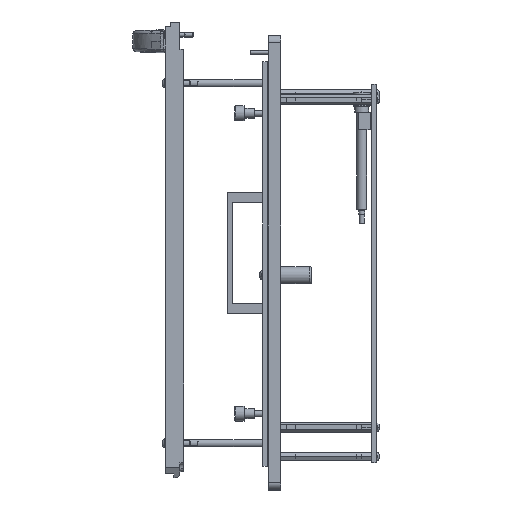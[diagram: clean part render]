
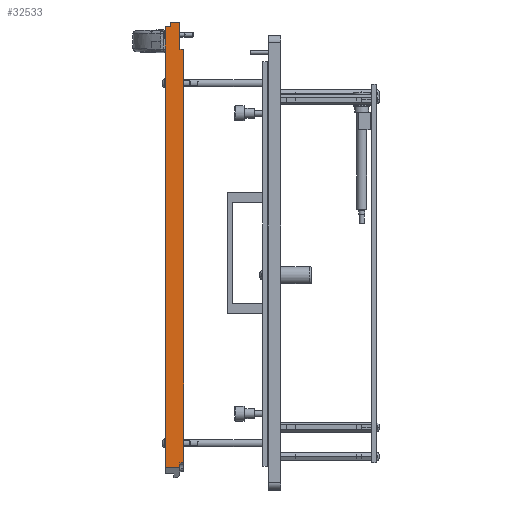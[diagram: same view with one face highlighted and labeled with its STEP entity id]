
A CAD part, left-side view. The second image highlights one B-rep face of the part: STEP entity #32533.
In plain terms, the highlighted face is planar.
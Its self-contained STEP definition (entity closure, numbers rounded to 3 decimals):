
#160 = LINE ( 'NONE', #39070, #15316 ) ;
#234 = EDGE_CURVE ( 'NONE', #43663, #20208, #33112, .T. ) ;
#715 = LINE ( 'NONE', #27963, #39840 ) ;
#944 = VECTOR ( 'NONE', #3797, 1000. ) ;
#1892 = DIRECTION ( 'NONE',  ( 0., 0., 1. ) ) ;
#2554 = CARTESIAN_POINT ( 'NONE',  ( 303., -4.3, 171.55 ) ) ;
#2724 = CARTESIAN_POINT ( 'NONE',  ( 303., 7.5, 175.55 ) ) ;
#3438 = CARTESIAN_POINT ( 'NONE',  ( 303., -4.3, -183.55 ) ) ;
#3612 = ORIENTED_EDGE ( 'NONE', *, *, #234, .T. ) ;
#3619 = ORIENTED_EDGE ( 'NONE', *, *, #33909, .T. ) ;
#3641 = VECTOR ( 'NONE', #29742, 1000. ) ;
#3797 = DIRECTION ( 'NONE',  ( 0., -1., 0. ) ) ;
#4236 = AXIS2_PLACEMENT_3D ( 'NONE', #14578, #17522, #41844 ) ;
#4479 = PLANE ( 'NONE',  #4236 ) ;
#5503 = ORIENTED_EDGE ( 'NONE', *, *, #10196, .F. ) ;
#6039 = LINE ( 'NONE', #9391, #15909 ) ;
#8848 = CARTESIAN_POINT ( 'NONE',  ( 303., 7.5, 175.55 ) ) ;
#9391 = CARTESIAN_POINT ( 'NONE',  ( 303., -7.5, -183.55 ) ) ;
#9607 = ORIENTED_EDGE ( 'NONE', *, *, #42490, .T. ) ;
#9759 = EDGE_CURVE ( 'NONE', #23368, #27417, #18159, .T. ) ;
#10196 = EDGE_CURVE ( 'NONE', #43714, #23368, #43469, .T. ) ;
#12086 = EDGE_CURVE ( 'NONE', #39443, #33065, #41326, .T. ) ;
#13235 = VECTOR ( 'NONE', #33834, 1000. ) ;
#14088 = DIRECTION ( 'NONE',  ( 0., 0., -1. ) ) ;
#14110 = DIRECTION ( 'NONE',  ( 0., -1., 0. ) ) ;
#14436 = CARTESIAN_POINT ( 'NONE',  ( 303., 7.5, -179.55 ) ) ;
#14578 = CARTESIAN_POINT ( 'NONE',  ( 303., 7.5, 183.55 ) ) ;
#15316 = VECTOR ( 'NONE', #14110, 1000. ) ;
#15465 = VECTOR ( 'NONE', #30743, 1000. ) ;
#15909 = VECTOR ( 'NONE', #33509, 1000. ) ;
#16358 = CARTESIAN_POINT ( 'NONE',  ( 303., -7.4, 171.55 ) ) ;
#16448 = CARTESIAN_POINT ( 'NONE',  ( 303., 3.2, -179.55 ) ) ;
#16461 = ORIENTED_EDGE ( 'NONE', *, *, #35170, .F. ) ;
#17522 = DIRECTION ( 'NONE',  ( -1., 0., 0. ) ) ;
#17619 = LINE ( 'NONE', #37238, #13235 ) ;
#17973 = FACE_OUTER_BOUND ( 'NONE', #25435, .T. ) ;
#18159 = LINE ( 'NONE', #38210, #33945 ) ;
#18479 = ORIENTED_EDGE ( 'NONE', *, *, #34768, .F. ) ;
#19025 = CARTESIAN_POINT ( 'NONE',  ( 303., -7.5, -161.55 ) ) ;
#19083 = CARTESIAN_POINT ( 'NONE',  ( 303., -4.3, -161.55 ) ) ;
#19245 = ORIENTED_EDGE ( 'NONE', *, *, #12086, .F. ) ;
#20208 = VERTEX_POINT ( 'NONE', #23989 ) ;
#20980 = DIRECTION ( 'NONE',  ( 0., 0., -1. ) ) ;
#21645 = EDGE_CURVE ( 'NONE', #41820, #32861, #17619, .T. ) ;
#23063 = ORIENTED_EDGE ( 'NONE', *, *, #21645, .F. ) ;
#23078 = EDGE_CURVE ( 'NONE', #41820, #27417, #6039, .T. ) ;
#23291 = VERTEX_POINT ( 'NONE', #2724 ) ;
#23368 = VERTEX_POINT ( 'NONE', #16448 ) ;
#23989 = CARTESIAN_POINT ( 'NONE',  ( 303., -7.5, 101.55 ) ) ;
#24347 = EDGE_CURVE ( 'NONE', #43714, #23291, #33892, .T. ) ;
#24626 = VECTOR ( 'NONE', #43688, 1000. ) ;
#24881 = LINE ( 'NONE', #8848, #36113 ) ;
#25435 = EDGE_LOOP ( 'NONE', ( #18479, #3612, #42555, #16461, #23063, #32337, #27251, #5503, #41358, #3619, #19245, #9607 ) ) ;
#27251 = ORIENTED_EDGE ( 'NONE', *, *, #9759, .F. ) ;
#27417 = VERTEX_POINT ( 'NONE', #30934 ) ;
#27963 = CARTESIAN_POINT ( 'NONE',  ( 303., -7.5, 183.55 ) ) ;
#28703 = LINE ( 'NONE', #36154, #34728 ) ;
#29742 = DIRECTION ( 'NONE',  ( 0., -1., 0. ) ) ;
#29961 = CARTESIAN_POINT ( 'NONE',  ( 303., 7.5, -179.55 ) ) ;
#30743 = DIRECTION ( 'NONE',  ( 0., 0., 1. ) ) ;
#30934 = CARTESIAN_POINT ( 'NONE',  ( 303., 3.2, -183.55 ) ) ;
#30944 = DIRECTION ( 'NONE',  ( 0., 0., 1. ) ) ;
#31507 = VERTEX_POINT ( 'NONE', #19025 ) ;
#32337 = ORIENTED_EDGE ( 'NONE', *, *, #23078, .T. ) ;
#32533 = ADVANCED_FACE ( 'NONE', ( #17973 ), #4479, .F. ) ;
#32861 = VERTEX_POINT ( 'NONE', #19083 ) ;
#33065 = VERTEX_POINT ( 'NONE', #37785 ) ;
#33112 = LINE ( 'NONE', #41586, #3641 ) ;
#33509 = DIRECTION ( 'NONE',  ( 0., 1., 0. ) ) ;
#33834 = DIRECTION ( 'NONE',  ( 0., 0., 1. ) ) ;
#33892 = LINE ( 'NONE', #44237, #39730 ) ;
#33909 = EDGE_CURVE ( 'NONE', #23291, #33065, #24881, .T. ) ;
#33945 = VECTOR ( 'NONE', #14088, 1000. ) ;
#34426 = VERTEX_POINT ( 'NONE', #16358 ) ;
#34655 = CARTESIAN_POINT ( 'NONE',  ( 303., -7.5, -161.55 ) ) ;
#34728 = VECTOR ( 'NONE', #1892, 1000. ) ;
#34768 = EDGE_CURVE ( 'NONE', #43663, #34426, #28703, .T. ) ;
#35170 = EDGE_CURVE ( 'NONE', #32861, #31507, #37354, .T. ) ;
#36113 = VECTOR ( 'NONE', #43084, 1000. ) ;
#36154 = CARTESIAN_POINT ( 'NONE',  ( 303., -7.4, 183.55 ) ) ;
#37238 = CARTESIAN_POINT ( 'NONE',  ( 303., -4.3, -183.55 ) ) ;
#37354 = LINE ( 'NONE', #34655, #944 ) ;
#37785 = CARTESIAN_POINT ( 'NONE',  ( 303., -4.3, 175.55 ) ) ;
#38210 = CARTESIAN_POINT ( 'NONE',  ( 303., 3.2, -183.55 ) ) ;
#38568 = CARTESIAN_POINT ( 'NONE',  ( 303., -7.4, 101.55 ) ) ;
#39070 = CARTESIAN_POINT ( 'NONE',  ( 303., 12.253, 171.55 ) ) ;
#39443 = VERTEX_POINT ( 'NONE', #2554 ) ;
#39730 = VECTOR ( 'NONE', #30944, 1000. ) ;
#39840 = VECTOR ( 'NONE', #20980, 1000. ) ;
#41326 = LINE ( 'NONE', #44474, #15465 ) ;
#41358 = ORIENTED_EDGE ( 'NONE', *, *, #24347, .T. ) ;
#41586 = CARTESIAN_POINT ( 'NONE',  ( 303., -7.4, 101.55 ) ) ;
#41820 = VERTEX_POINT ( 'NONE', #3438 ) ;
#41844 = DIRECTION ( 'NONE',  ( 0., 0., 1. ) ) ;
#42490 = EDGE_CURVE ( 'NONE', #39443, #34426, #160, .T. ) ;
#42555 = ORIENTED_EDGE ( 'NONE', *, *, #43706, .T. ) ;
#43084 = DIRECTION ( 'NONE',  ( 0., -1., 0. ) ) ;
#43469 = LINE ( 'NONE', #29961, #24626 ) ;
#43663 = VERTEX_POINT ( 'NONE', #38568 ) ;
#43688 = DIRECTION ( 'NONE',  ( 0., -1., 0. ) ) ;
#43706 = EDGE_CURVE ( 'NONE', #20208, #31507, #715, .T. ) ;
#43714 = VERTEX_POINT ( 'NONE', #14436 ) ;
#44237 = CARTESIAN_POINT ( 'NONE',  ( 303., 7.5, 183.55 ) ) ;
#44474 = CARTESIAN_POINT ( 'NONE',  ( 303., -4.3, 171.55 ) ) ;
